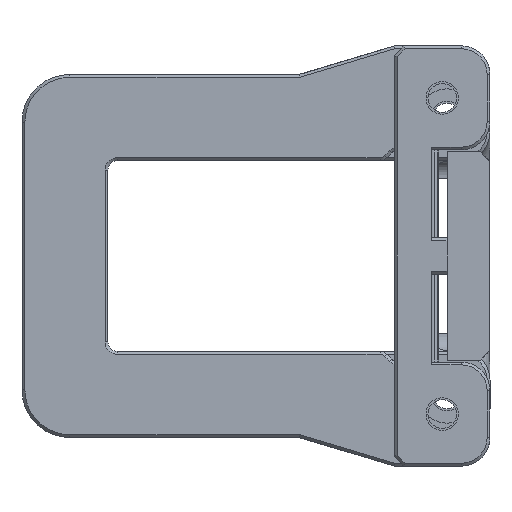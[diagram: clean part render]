
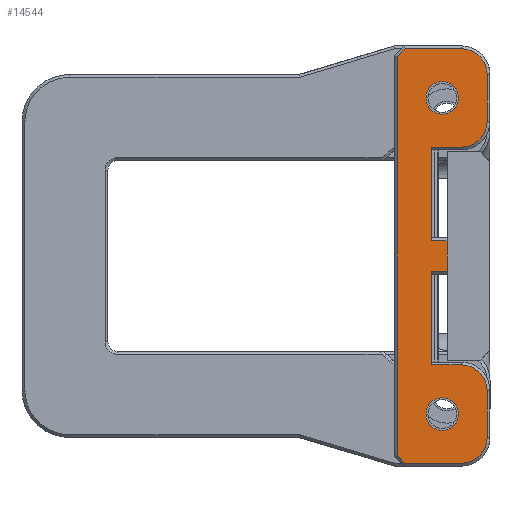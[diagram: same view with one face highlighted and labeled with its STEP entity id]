
A CAD part, left-side view. The second image highlights one B-rep face of the part: STEP entity #14544.
In plain terms, the highlighted face is planar.
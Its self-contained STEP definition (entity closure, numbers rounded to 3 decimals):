
#651=FACE_BOUND('',#1635,.T.);
#652=FACE_BOUND('',#1636,.T.);
#762=FACE_OUTER_BOUND('',#1634,.T.);
#1634=EDGE_LOOP('',(#9922,#9923,#9924,#9925,#9926,#9927,#9928,#9929,#9930,
#9931,#9932,#9933,#9934,#9935,#9936,#9937,#9938,#9939));
#1635=EDGE_LOOP('',(#9940));
#1636=EDGE_LOOP('',(#9941));
#2608=LINE('',#22258,#3946);
#2612=LINE('',#22264,#3950);
#2614=LINE('',#22268,#3952);
#2616=LINE('',#22273,#3954);
#2619=LINE('',#22280,#3957);
#2622=LINE('',#22285,#3960);
#2624=LINE('',#22294,#3962);
#2627=LINE('',#22302,#3965);
#2631=LINE('',#22313,#3969);
#2632=LINE('',#22316,#3970);
#2633=LINE('',#22318,#3971);
#2634=LINE('',#22320,#3972);
#2635=LINE('',#22322,#3973);
#2636=LINE('',#22323,#3974);
#3946=VECTOR('',#17463,10.);
#3950=VECTOR('',#17469,10.);
#3952=VECTOR('',#17473,10.);
#3954=VECTOR('',#17477,10.);
#3957=VECTOR('',#17486,10.);
#3960=VECTOR('',#17491,10.);
#3962=VECTOR('',#17501,10.);
#3965=VECTOR('',#17510,10.);
#3969=VECTOR('',#17522,10.);
#3970=VECTOR('',#17525,10.);
#3971=VECTOR('',#17526,1000.);
#3972=VECTOR('',#17527,10.);
#3973=VECTOR('',#17528,10.);
#3974=VECTOR('',#17529,10.);
#5240=CIRCLE('',#15563,2.7);
#5241=CIRCLE('',#15567,2.7);
#5242=CIRCLE('',#15571,2.7);
#5243=CIRCLE('',#15574,2.7);
#5244=CIRCLE('',#15578,1.7);
#5245=CIRCLE('',#15579,1.7);
#6131=VERTEX_POINT('',#22256);
#6132=VERTEX_POINT('',#22257);
#6133=VERTEX_POINT('',#22262);
#6134=VERTEX_POINT('',#22266);
#6135=VERTEX_POINT('',#22270);
#6136=VERTEX_POINT('',#22272);
#6137=VERTEX_POINT('',#22276);
#6138=VERTEX_POINT('',#22283);
#6139=VERTEX_POINT('',#22287);
#6141=VERTEX_POINT('',#22292);
#6142=VERTEX_POINT('',#22297);
#6143=VERTEX_POINT('',#22301);
#6144=VERTEX_POINT('',#22305);
#6145=VERTEX_POINT('',#22309);
#6147=VERTEX_POINT('',#22315);
#6148=VERTEX_POINT('',#22317);
#6149=VERTEX_POINT('',#22319);
#6150=VERTEX_POINT('',#22321);
#6151=VERTEX_POINT('',#22324);
#6152=VERTEX_POINT('',#22326);
#7565=EDGE_CURVE('',#6131,#6132,#2608,.T.);
#7569=EDGE_CURVE('',#6133,#6131,#2612,.T.);
#7571=EDGE_CURVE('',#6134,#6133,#2614,.T.);
#7573=EDGE_CURVE('',#6135,#6136,#2616,.T.);
#7576=EDGE_CURVE('',#6137,#6135,#5240,.T.);
#7577=EDGE_CURVE('',#6136,#6134,#2619,.T.);
#7580=EDGE_CURVE('',#6138,#6137,#2622,.T.);
#7582=EDGE_CURVE('',#6139,#6138,#5241,.T.);
#7584=EDGE_CURVE('',#6141,#6139,#2624,.T.);
#7587=EDGE_CURVE('',#6132,#6142,#5242,.T.);
#7588=EDGE_CURVE('',#6142,#6143,#2627,.T.);
#7591=EDGE_CURVE('',#6143,#6144,#5243,.T.);
#7594=EDGE_CURVE('',#6144,#6145,#2631,.T.);
#7595=EDGE_CURVE('',#6147,#6145,#2632,.T.);
#7596=EDGE_CURVE('',#6141,#6148,#2633,.T.);
#7597=EDGE_CURVE('',#6149,#6148,#2634,.T.);
#7598=EDGE_CURVE('',#6149,#6150,#2635,.T.);
#7599=EDGE_CURVE('',#6147,#6150,#2636,.T.);
#7600=EDGE_CURVE('',#6151,#6151,#5244,.T.);
#7601=EDGE_CURVE('',#6152,#6152,#5245,.T.);
#9922=ORIENTED_EDGE('',*,*,#7595,.T.);
#9923=ORIENTED_EDGE('',*,*,#7594,.F.);
#9924=ORIENTED_EDGE('',*,*,#7591,.F.);
#9925=ORIENTED_EDGE('',*,*,#7588,.F.);
#9926=ORIENTED_EDGE('',*,*,#7587,.F.);
#9927=ORIENTED_EDGE('',*,*,#7565,.F.);
#9928=ORIENTED_EDGE('',*,*,#7569,.F.);
#9929=ORIENTED_EDGE('',*,*,#7571,.F.);
#9930=ORIENTED_EDGE('',*,*,#7577,.F.);
#9931=ORIENTED_EDGE('',*,*,#7573,.F.);
#9932=ORIENTED_EDGE('',*,*,#7576,.F.);
#9933=ORIENTED_EDGE('',*,*,#7580,.F.);
#9934=ORIENTED_EDGE('',*,*,#7582,.F.);
#9935=ORIENTED_EDGE('',*,*,#7584,.F.);
#9936=ORIENTED_EDGE('',*,*,#7596,.T.);
#9937=ORIENTED_EDGE('',*,*,#7597,.F.);
#9938=ORIENTED_EDGE('',*,*,#7598,.T.);
#9939=ORIENTED_EDGE('',*,*,#7599,.F.);
#9940=ORIENTED_EDGE('',*,*,#7600,.T.);
#9941=ORIENTED_EDGE('',*,*,#7601,.T.);
#14148=PLANE('',#15577);
#14544=ADVANCED_FACE('',(#762,#651,#652),#14148,.T.);
#15563=AXIS2_PLACEMENT_3D('',#22278,#17482,#17483);
#15567=AXIS2_PLACEMENT_3D('',#22289,#17495,#17496);
#15571=AXIS2_PLACEMENT_3D('',#22299,#17506,#17507);
#15574=AXIS2_PLACEMENT_3D('',#22307,#17515,#17516);
#15577=AXIS2_PLACEMENT_3D('',#22314,#17523,#17524);
#15578=AXIS2_PLACEMENT_3D('',#22325,#17530,#17531);
#15579=AXIS2_PLACEMENT_3D('',#22327,#17532,#17533);
#17463=DIRECTION('',(0.,-1.,0.));
#17469=DIRECTION('',(0.,-0.707,-0.707));
#17473=DIRECTION('',(0.,0.,-1.));
#17477=DIRECTION('',(0.,1.,0.));
#17482=DIRECTION('center_axis',(-1.,0.,0.));
#17483=DIRECTION('ref_axis',(0.,-0.707,0.707));
#17486=DIRECTION('',(0.,0.707,-0.707));
#17491=DIRECTION('',(0.,0.,1.));
#17495=DIRECTION('center_axis',(-1.,0.,0.));
#17496=DIRECTION('ref_axis',(0.,-0.707,-0.707));
#17501=DIRECTION('',(0.,-1.,0.));
#17506=DIRECTION('center_axis',(-1.,0.,0.));
#17507=DIRECTION('ref_axis',(0.,-0.707,-0.707));
#17510=DIRECTION('',(0.,0.,1.));
#17515=DIRECTION('center_axis',(-1.,0.,0.));
#17516=DIRECTION('ref_axis',(0.,-0.707,0.707));
#17522=DIRECTION('',(0.,1.,0.));
#17523=DIRECTION('center_axis',(1.,0.,0.));
#17524=DIRECTION('ref_axis',(0.,0.,-1.));
#17525=DIRECTION('',(0.,0.,-1.));
#17526=DIRECTION('',(0.,0.,-1.));
#17527=DIRECTION('',(0.,1.,0.));
#17528=DIRECTION('',(0.,0.,-1.));
#17529=DIRECTION('',(0.,-1.,0.));
#17530=DIRECTION('center_axis',(-1.,0.,0.));
#17531=DIRECTION('ref_axis',(0.,-1.,0.));
#17532=DIRECTION('center_axis',(-1.,0.,0.));
#17533=DIRECTION('ref_axis',(0.,-1.,0.));
#22256=CARTESIAN_POINT('',(345.,192.776,289.3));
#22257=CARTESIAN_POINT('',(345.,186.9,289.3));
#22258=CARTESIAN_POINT('',(345.,183.9,289.3));
#22262=CARTESIAN_POINT('',(345.,193.6,290.124));
#22264=CARTESIAN_POINT('',(345.,200.938,297.462));
#22266=CARTESIAN_POINT('',(345.,193.6,331.876));
#22268=CARTESIAN_POINT('',(345.,193.6,325.5));
#22270=CARTESIAN_POINT('',(345.,186.9,332.7));
#22272=CARTESIAN_POINT('',(345.,192.776,332.7));
#22273=CARTESIAN_POINT('',(345.,187.9,332.7));
#22276=CARTESIAN_POINT('',(345.,184.2,330.));
#22278=CARTESIAN_POINT('Origin',(345.,186.9,330.));
#22280=CARTESIAN_POINT('',(345.,191.438,334.038));
#22283=CARTESIAN_POINT('',(345.,184.2,325.1));
#22285=CARTESIAN_POINT('',(345.,184.2,330.));
#22287=CARTESIAN_POINT('',(345.,186.9,322.4));
#22289=CARTESIAN_POINT('Origin',(345.,186.9,325.1));
#22292=CARTESIAN_POINT('',(345.,190.04,322.4));
#22294=CARTESIAN_POINT('',(345.,186.4,322.4));
#22297=CARTESIAN_POINT('',(345.,184.2,292.));
#22299=CARTESIAN_POINT('Origin',(345.,186.9,292.));
#22301=CARTESIAN_POINT('',(345.,184.2,296.9));
#22302=CARTESIAN_POINT('',(345.,184.2,320.5));
#22305=CARTESIAN_POINT('',(345.,186.9,299.6));
#22307=CARTESIAN_POINT('Origin',(345.,186.9,296.9));
#22309=CARTESIAN_POINT('',(345.,190.04,299.6));
#22313=CARTESIAN_POINT('',(345.,185.4,299.6));
#22314=CARTESIAN_POINT('Origin',(345.,183.9,330.));
#22315=CARTESIAN_POINT('',(345.,190.04,309.4));
#22316=CARTESIAN_POINT('',(345.,190.04,302.9));
#22317=CARTESIAN_POINT('',(345.,190.04,312.6));
#22318=CARTESIAN_POINT('',(345.,190.04,312.9));
#22319=CARTESIAN_POINT('',(345.,188.4,312.6));
#22320=CARTESIAN_POINT('',(345.,183.9,312.6));
#22321=CARTESIAN_POINT('',(345.,188.4,309.4));
#22322=CARTESIAN_POINT('',(345.,188.4,320.5));
#22323=CARTESIAN_POINT('',(345.,183.9,309.4));
#22324=CARTESIAN_POINT('',(345.,190.6,294.45));
#22325=CARTESIAN_POINT('Origin',(345.,188.9,294.45));
#22326=CARTESIAN_POINT('',(345.,190.6,327.55));
#22327=CARTESIAN_POINT('Origin',(345.,188.9,327.55));
